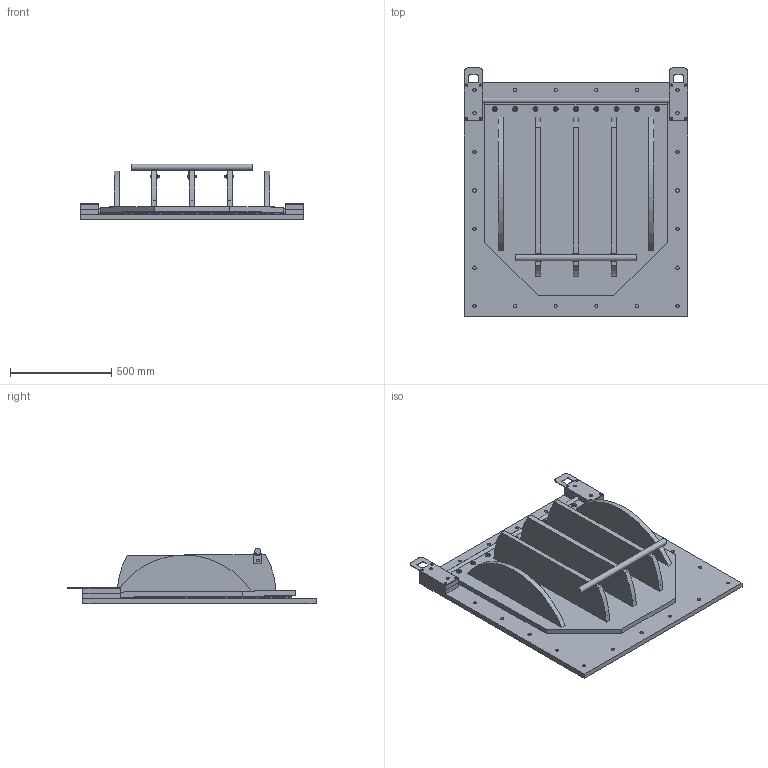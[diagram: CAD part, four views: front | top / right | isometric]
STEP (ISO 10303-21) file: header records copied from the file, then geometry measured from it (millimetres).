
FILE_DESCRIPTION(/* description */ ('Achterplaat'),/* implementation_level */ '2;1');
FILE_NAME(/* name */ '101Y0800.A.stp',/* time_stamp */ '2017-12-04T14:12:20+01:00',/* author */ ('BIDJOSLO'),/* organization */ ('KWT Waterbeheersing'),/* preprocessor_version */ 'ST-DEVELOPER v16.1',/* originating_system */ 'Autodesk Inventor 2016',/* authorisation */ '');
FILE_SCHEMA (('AUTOMOTIVE_DESIGN { 1 0 10303 214 3 1 1 }'));
Length unit declared in the file: millimetre
Products named in the file (27): 101Y0800.01; 101Y600-1200.09; 101Y600-1200.11; 1140.SPLS.06x40VK; 101Y0800.B; 101Y0800.04; 101Y0800.05; 101Y0800.06; 101Y0800.07; 101Y0800.14; 101Y600-1200.15; 101Y0800.E; 101Y0800.02; 101Y0800.03; 101Y0800.D; 1140.933.08x030; 1140.934.08; 1140.9021.08; 1140.127B.08; 1140.SPLS.06x60VK; 1140.933.08x040; 101Y0800.C; 101Y600-1200.10; 101Y600-1200.12; 101Y600-1200.13; 101Y0800.16; 101Y0800.A
Assembly tree (114 placements, depth 4):
  101Y0800.A
    101Y0800.B
      101Y0800.01
      101Y600-1200.09
      101Y600-1200.11
      1140.SPLS.06x40VK  x8
    101Y0800.C
      101Y0800.04
      101Y0800.05
      101Y0800.06  x2
      101Y0800.07  x3
      101Y0800.E
        101Y0800.14
        101Y600-1200.15  x3
      101Y0800.D
        101Y0800.02
        101Y0800.03
      1140.933.08x030  x9
      1140.934.08  x12
      1140.9021.08  x12
      1140.127B.08  x9
      1140.SPLS.06x60VK  x28
      1140.933.08x040  x3
    101Y600-1200.10
    101Y600-1200.12
    101Y600-1200.13  x2
    101Y0800.16
    1140.SPLS.06x60VK  x8
Bounding box: 1100 x 1225 x 273.47 mm (x, y, z)
Volume: 54858619 mm3; surface area: 6120854.4 mm2
Topology: 110 solids, 110 shells, 2082 faces, 5357 edges, 3476 vertices
Faces by surface type: plane 860, cone 672, cylinder 353, torus 176, bspline 21
Full cylindrical faces by diameter (mm): 6.3 x44, 6.647 x12, 7 x44, 7.323 x12, 8 x12, 8.4 x12, 9 x24, 10.5 x8, 11.3 x44, 11.4 x12, 16 x34, 21.7 x1, 24 x12, 26.9 x1, 30 x1, 800 x1, 838 x1, 862 x1
Entity records: 17586 total; most frequent: CARTESIAN_POINT 5808, DIRECTION 2390, ORIENTED_EDGE 1898, AXIS2_PLACEMENT_3D 983, EDGE_CURVE 949, EDGE_LOOP 851, VERTEX_POINT 716, FACE_OUTER_BOUND 457
